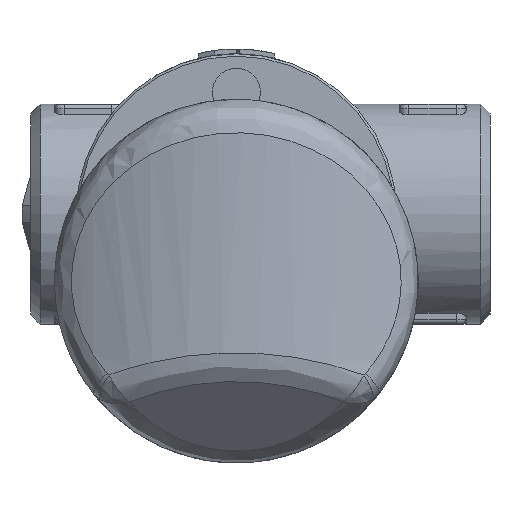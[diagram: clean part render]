
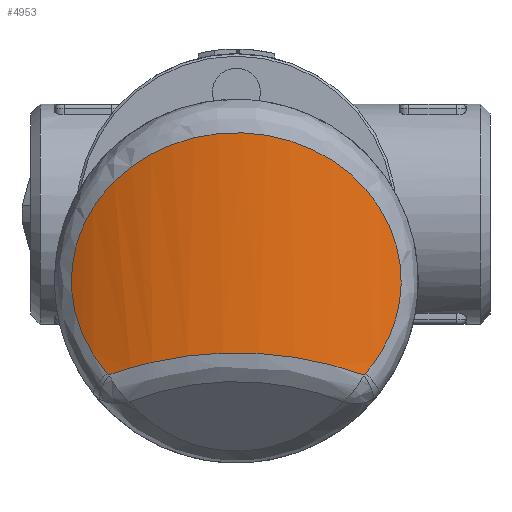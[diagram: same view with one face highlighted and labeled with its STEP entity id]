
A CAD part, left-side view. The second image highlights one B-rep face of the part: STEP entity #4953.
In plain terms, the highlighted cylindrical face has radius 70 mm (diameter 140 mm), a partial arc.
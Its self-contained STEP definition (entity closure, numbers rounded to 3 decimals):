
#170=ELLIPSE('',#5506,93.179,70.);
#771=B_SPLINE_CURVE_WITH_KNOTS('',3,(#10746,#10747,#10748,#10749),
 .UNSPECIFIED.,.F.,.F.,(4,4),(0.,0.047),
 .UNSPECIFIED.);
#776=B_SPLINE_CURVE_WITH_KNOTS('',3,(#10843,#10844,#10845,#10846),
 .UNSPECIFIED.,.F.,.F.,(4,4),(0.,0.047),
 .UNSPECIFIED.);
#779=B_SPLINE_CURVE_WITH_KNOTS('',3,(#10980,#10981,#10982,#10983,#10984,
#10985,#10986,#10987,#10988,#10989,#10990,#10991,#10992,#10993,#10994,#10995,
#10996,#10997,#10998,#10999,#11000,#11001,#11002,#11003,#11004,#11005,#11006,
#11007,#11008,#11009,#11010,#11011,#11012,#11013,#11014,#11015,#11016,#11017,
#11018,#11019,#11020,#11021,#11022,#11023,#11024,#11025,#11026,#11027,#11028,
#11029,#11030,#11031,#11032,#11033,#11034,#11035,#11036,#11037,#11038,#11039,
#11040,#11041,#11042,#11043,#11044,#11045,#11046,#11047,#11048,#11049,#11050,
#11051,#11052,#11053,#11054,#11055,#11056,#11057,#11058),.UNSPECIFIED.,
 .F.,.F.,(4,3,3,3,3,3,3,3,3,3,3,3,3,3,3,3,3,3,3,3,3,3,3,3,3,3,4),(12.67,
13.172,13.674,14.677,15.681,16.684,
17.186,18.022,18.691,19.36,19.778,
20.029,20.363,20.697,21.366,21.868,
22.704,23.039,23.373,24.042,24.711,
24.836,25.213,25.714,26.216,26.342,
26.718),.UNSPECIFIED.);
#1274=FACE_OUTER_BOUND('',#1644,.T.);
#1644=EDGE_LOOP('',(#4467,#4468,#4469,#4470));
#2383=VERTEX_POINT('',#10743);
#2384=VERTEX_POINT('',#10745);
#2387=VERTEX_POINT('',#10833);
#2390=VERTEX_POINT('',#10841);
#3079=EDGE_CURVE('',#2383,#2384,#771,.T.);
#3087=EDGE_CURVE('',#2390,#2387,#776,.T.);
#3092=EDGE_CURVE('',#2384,#2390,#170,.T.);
#3094=EDGE_CURVE('',#2387,#2383,#779,.T.);
#4467=ORIENTED_EDGE('',*,*,#3079,.F.);
#4468=ORIENTED_EDGE('',*,*,#3094,.F.);
#4469=ORIENTED_EDGE('',*,*,#3087,.F.);
#4470=ORIENTED_EDGE('',*,*,#3092,.F.);
#4646=CYLINDRICAL_SURFACE('',#5509,70.);
#4953=ADVANCED_FACE('',(#1274),#4646,.T.);
#5506=AXIS2_PLACEMENT_3D('',#10976,#6814,#6815);
#5509=AXIS2_PLACEMENT_3D('',#10979,#6820,#6821);
#6814=DIRECTION('center_axis',(-0.66,0.,
-0.751));
#6815=DIRECTION('ref_axis',(-0.751,0.,0.66));
#6820=DIRECTION('center_axis',(0.,0.,1.));
#6821=DIRECTION('ref_axis',(0.84,0.543,0.));
#10743=CARTESIAN_POINT('',(-40.594,-26.975,-19.277));
#10745=CARTESIAN_POINT('',(-40.741,-26.619,-19.599));
#10746=CARTESIAN_POINT('Ctrl Pts',(-40.594,-26.975,
-19.277));
#10747=CARTESIAN_POINT('Ctrl Pts',(-40.638,-26.869,
-19.397));
#10748=CARTESIAN_POINT('Ctrl Pts',(-40.687,-26.75,
-19.506));
#10749=CARTESIAN_POINT('Ctrl Pts',(-40.741,-26.619,
-19.599));
#10833=CARTESIAN_POINT('',(-40.594,26.975,-19.277));
#10841=CARTESIAN_POINT('',(-40.741,26.619,-19.599));
#10843=CARTESIAN_POINT('Ctrl Pts',(-40.741,26.619,-19.599));
#10844=CARTESIAN_POINT('Ctrl Pts',(-40.687,26.75,-19.506));
#10845=CARTESIAN_POINT('Ctrl Pts',(-40.638,26.869,-19.397));
#10846=CARTESIAN_POINT('Ctrl Pts',(-40.594,26.975,-19.277));
#10976=CARTESIAN_POINT('Origin',(24.,0.,-76.479));
#10979=CARTESIAN_POINT('Origin',(24.,0.,0.));
#10980=CARTESIAN_POINT('Ctrl Pts',(-40.594,26.975,-19.277));
#10981=CARTESIAN_POINT('Ctrl Pts',(-40.124,28.101,-18.001));
#10982=CARTESIAN_POINT('Ctrl Pts',(-39.662,29.122,-16.634));
#10983=CARTESIAN_POINT('Ctrl Pts',(-39.237,30.017,-15.203));
#10984=CARTESIAN_POINT('Ctrl Pts',(-38.812,30.913,-13.772));
#10985=CARTESIAN_POINT('Ctrl Pts',(-38.424,31.682,-12.279));
#10986=CARTESIAN_POINT('Ctrl Pts',(-38.093,32.317,-10.726));
#10987=CARTESIAN_POINT('Ctrl Pts',(-37.433,33.587,-7.622));
#10988=CARTESIAN_POINT('Ctrl Pts',(-37.007,34.32,-4.283));
#10989=CARTESIAN_POINT('Ctrl Pts',(-36.945,34.431,-0.922));
#10990=CARTESIAN_POINT('Ctrl Pts',(-36.882,34.542,2.439));
#10991=CARTESIAN_POINT('Ctrl Pts',(-37.183,34.032,5.822));
#10992=CARTESIAN_POINT('Ctrl Pts',(-37.753,32.961,9.003));
#10993=CARTESIAN_POINT('Ctrl Pts',(-38.324,31.89,12.184));
#10994=CARTESIAN_POINT('Ctrl Pts',(-39.163,30.258,15.164));
#10995=CARTESIAN_POINT('Ctrl Pts',(-40.079,28.177,17.829));
#10996=CARTESIAN_POINT('Ctrl Pts',(-40.537,27.137,19.162));
#10997=CARTESIAN_POINT('Ctrl Pts',(-41.013,25.984,20.416));
#10998=CARTESIAN_POINT('Ctrl Pts',(-41.488,24.724,21.584));
#10999=CARTESIAN_POINT('Ctrl Pts',(-42.28,22.625,23.531));
#11000=CARTESIAN_POINT('Ctrl Pts',(-43.068,20.23,25.239));
#11001=CARTESIAN_POINT('Ctrl Pts',(-43.748,17.617,26.64));
#11002=CARTESIAN_POINT('Ctrl Pts',(-44.292,15.526,27.76));
#11003=CARTESIAN_POINT('Ctrl Pts',(-44.767,13.297,28.684));
#11004=CARTESIAN_POINT('Ctrl Pts',(-45.137,10.957,29.389));
#11005=CARTESIAN_POINT('Ctrl Pts',(-45.507,8.617,30.094));
#11006=CARTESIAN_POINT('Ctrl Pts',(-45.772,6.166,30.581));
#11007=CARTESIAN_POINT('Ctrl Pts',(-45.903,3.702,30.822));
#11008=CARTESIAN_POINT('Ctrl Pts',(-45.985,2.162,30.972));
#11009=CARTESIAN_POINT('Ctrl Pts',(-46.014,0.617,31.026));
#11010=CARTESIAN_POINT('Ctrl Pts',(-45.994,-0.934,
30.988));
#11011=CARTESIAN_POINT('Ctrl Pts',(-45.981,-1.864,
30.965));
#11012=CARTESIAN_POINT('Ctrl Pts',(-45.95,-2.797,30.909));
#11013=CARTESIAN_POINT('Ctrl Pts',(-45.901,-3.728,30.818));
#11014=CARTESIAN_POINT('Ctrl Pts',(-45.835,-4.968,
30.697));
#11015=CARTESIAN_POINT('Ctrl Pts',(-45.735,-6.204,
30.513));
#11016=CARTESIAN_POINT('Ctrl Pts',(-45.606,-7.418,
30.273));
#11017=CARTESIAN_POINT('Ctrl Pts',(-45.477,-8.632,
30.032));
#11018=CARTESIAN_POINT('Ctrl Pts',(-45.318,-9.824,
29.734));
#11019=CARTESIAN_POINT('Ctrl Pts',(-45.132,-10.99,
29.38));
#11020=CARTESIAN_POINT('Ctrl Pts',(-44.761,-13.323,
28.673));
#11021=CARTESIAN_POINT('Ctrl Pts',(-44.284,-15.554,27.745));
#11022=CARTESIAN_POINT('Ctrl Pts',(-43.74,-17.643,
26.624));
#11023=CARTESIAN_POINT('Ctrl Pts',(-43.332,-19.209,25.783));
#11024=CARTESIAN_POINT('Ctrl Pts',(-42.887,-20.695,24.834));
#11025=CARTESIAN_POINT('Ctrl Pts',(-42.425,-22.085,
23.79));
#11026=CARTESIAN_POINT('Ctrl Pts',(-41.655,-24.401,
22.049));
#11027=CARTESIAN_POINT('Ctrl Pts',(-40.839,-26.448,20.046));
#11028=CARTESIAN_POINT('Ctrl Pts',(-40.073,-28.189,
17.812));
#11029=CARTESIAN_POINT('Ctrl Pts',(-39.767,-28.885,
16.919));
#11030=CARTESIAN_POINT('Ctrl Pts',(-39.468,-29.533,
15.989));
#11031=CARTESIAN_POINT('Ctrl Pts',(-39.188,-30.122,15.035));
#11032=CARTESIAN_POINT('Ctrl Pts',(-38.907,-30.711,
14.081));
#11033=CARTESIAN_POINT('Ctrl Pts',(-38.644,-31.242,
13.103));
#11034=CARTESIAN_POINT('Ctrl Pts',(-38.402,-31.717,
12.092));
#11035=CARTESIAN_POINT('Ctrl Pts',(-37.919,-32.667,10.07));
#11036=CARTESIAN_POINT('Ctrl Pts',(-37.523,-33.394,7.914));
#11037=CARTESIAN_POINT('Ctrl Pts',(-37.269,-33.853,5.719));
#11038=CARTESIAN_POINT('Ctrl Pts',(-37.016,-34.313,3.525));
#11039=CARTESIAN_POINT('Ctrl Pts',(-36.905,-34.504,
1.292));
#11040=CARTESIAN_POINT('Ctrl Pts',(-36.948,-34.428,-0.953));
#11041=CARTESIAN_POINT('Ctrl Pts',(-36.957,-34.413,
-1.374));
#11042=CARTESIAN_POINT('Ctrl Pts',(-36.97,-34.39,
-1.795));
#11043=CARTESIAN_POINT('Ctrl Pts',(-36.989,-34.356,
-2.216));
#11044=CARTESIAN_POINT('Ctrl Pts',(-37.045,-34.256,
-3.476));
#11045=CARTESIAN_POINT('Ctrl Pts',(-37.15,-34.07,
-4.726));
#11046=CARTESIAN_POINT('Ctrl Pts',(-37.297,-33.803,-5.954));
#11047=CARTESIAN_POINT('Ctrl Pts',(-37.493,-33.447,
-7.592));
#11048=CARTESIAN_POINT('Ctrl Pts',(-37.766,-32.947,
-9.192));
#11049=CARTESIAN_POINT('Ctrl Pts',(-38.098,-32.309,
-10.745));
#11050=CARTESIAN_POINT('Ctrl Pts',(-38.43,-31.67,
-12.299));
#11051=CARTESIAN_POINT('Ctrl Pts',(-38.822,-30.894,
-13.806));
#11052=CARTESIAN_POINT('Ctrl Pts',(-39.245,-30.002,
-15.229));
#11053=CARTESIAN_POINT('Ctrl Pts',(-39.35,-29.779,-15.584));
#11054=CARTESIAN_POINT('Ctrl Pts',(-39.458,-29.549,
-15.935));
#11055=CARTESIAN_POINT('Ctrl Pts',(-39.568,-29.312,
-16.281));
#11056=CARTESIAN_POINT('Ctrl Pts',(-39.896,-28.599,
-17.32));
#11057=CARTESIAN_POINT('Ctrl Pts',(-40.241,-27.82,
-18.32));
#11058=CARTESIAN_POINT('Ctrl Pts',(-40.594,-26.975,
-19.277));
